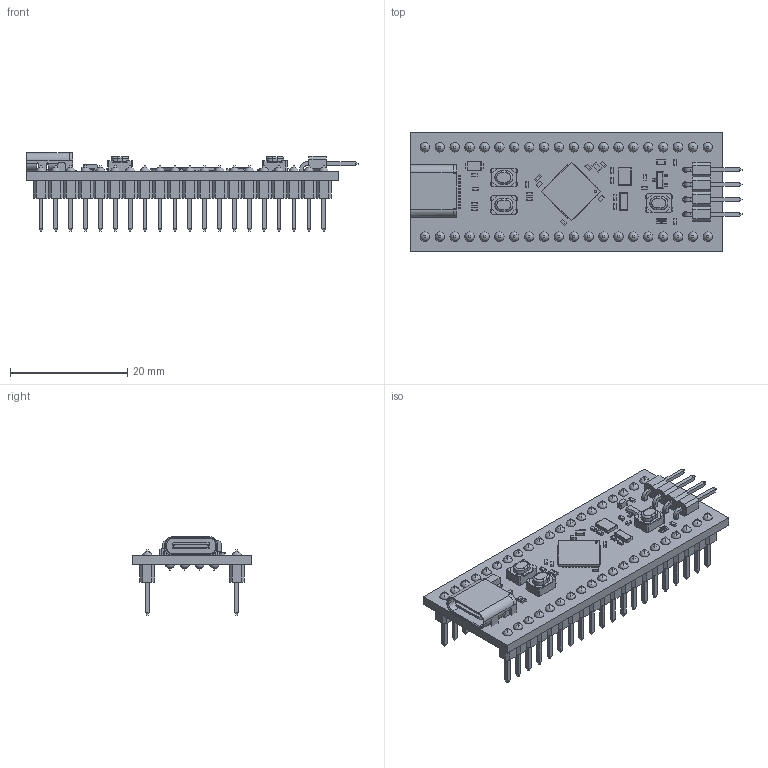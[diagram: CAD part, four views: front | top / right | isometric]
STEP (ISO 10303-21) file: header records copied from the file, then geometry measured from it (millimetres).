
FILE_DESCRIPTION(/* description */ (''),/* implementation_level */ '2;1');
FILE_NAME(/* name */ 'stm32f401 v2.step',/* time_stamp */ '2022-06-10T23:57:21+03:00',/* author */ (''),/* organization */ (''),/* preprocessor_version */ 'ST-DEVELOPER v19.2',/* originating_system */ 'Autodesk Translation Framework v12.6.0.85',/* authorisation */ '');
FILE_SCHEMA (('AUTOMOTIVE_DESIGN { 1 0 10303 214 3 1 1 }'));
Products named in the file (39): stm32f401; Black Pill; Board_001; STM32F4 Chip_001; Surface Mount Transistor_001; 0603 Resistor_001; 0603 Capacitor_001; 0402 Capacitor_001; 0402 Resistor_001; 0402 Resistor_002; 0402 Resistor_003; 0402 Resistor_004; 0402 Resistor_005; 0402 Resistor_006; 0402 Resistor_007; 0402 Resistor_008; 0402 Capacitor_002; 0402 Capacitor_003; 0402 Capacitor_004; 0402 Capacitor_005; 0402 Capacitor_006; 0402 Capacitor_007; 0402 Capacitor_008; 0402 Capacitor_009; 0402 Capacitor_010; 0402 Capacitor_011; 0402 Capacitor_012; 0402 Capacitor_013; Diode 2_001; SM LED_001; 1x20 Male Header_001; 1x20 Male Header_002; Tac Switch_001; Tac Switch_002; Tac Switch_003; USB-C Connector_001; 1x4 Right Angle Male Header_001; Crystal 1_001; Crystal 2_001
Assembly tree (38 placements, depth 3):
  stm32f401
    Black Pill
      Board_001
      STM32F4 Chip_001
      Surface Mount Transistor_001
      0603 Resistor_001
      0603 Capacitor_001
      0402 Capacitor_001
      0402 Resistor_001
      0402 Resistor_002
      0402 Resistor_003
      0402 Resistor_004
      0402 Resistor_005
      0402 Resistor_006
      0402 Resistor_007
      0402 Resistor_008
      0402 Capacitor_002
      0402 Capacitor_003
      0402 Capacitor_004
      0402 Capacitor_005
      0402 Capacitor_006
      0402 Capacitor_007
      0402 Capacitor_008
      0402 Capacitor_009
      0402 Capacitor_010
      0402 Capacitor_011
      0402 Capacitor_012
      0402 Capacitor_013
      Diode 2_001
      SM LED_001
      1x20 Male Header_001
      1x20 Male Header_002
      Tac Switch_001
      Tac Switch_002
      Tac Switch_003
      USB-C Connector_001
      1x4 Right Angle Male Header_001
      Crystal 1_001
      Crystal 2_001
Bounding box: 56.64 x 20.32 x 13.42 mm (x, y, z)
Volume: 2918.4 mm3; surface area: 7230.9 mm2
Topology: 268 solids, 268 shells, 2694 faces, 6208 edges, 3997 vertices
Faces by surface type: plane 2426, cylinder 205, sphere 52, torus 6, cone 5
Full cylindrical faces by diameter (mm): 0.25 x1, 0.3 x1, 0.432 x1, 0.9 x44
Entity records: 76009 total; most frequent: CARTESIAN_POINT 12987, ORIENTED_EDGE 12312, DIRECTION 12207, EDGE_CURVE 6156, LINE 5631, VECTOR 5631, VERTEX_POINT 3997, AXIS2_PLACEMENT_3D 3288
